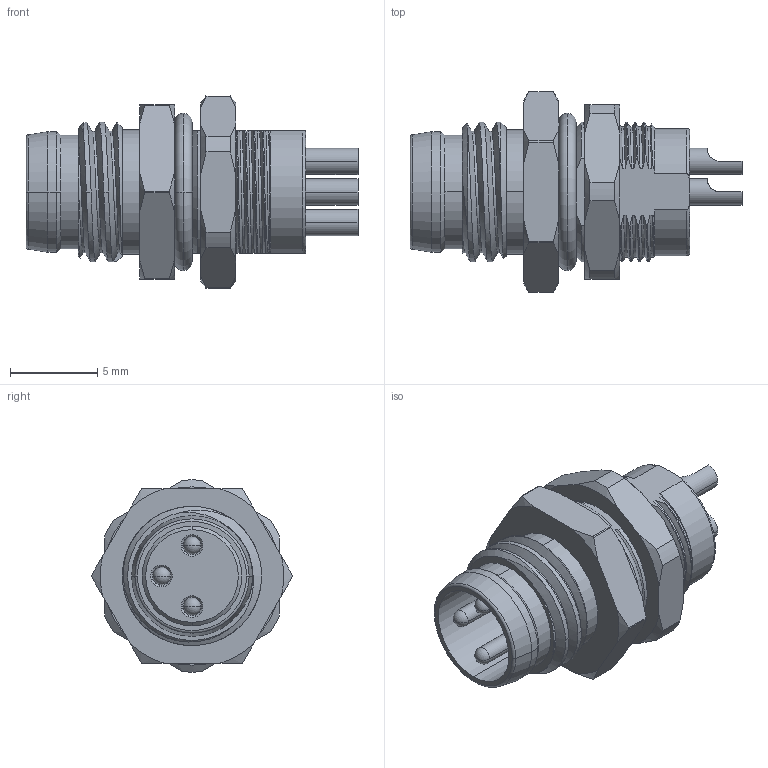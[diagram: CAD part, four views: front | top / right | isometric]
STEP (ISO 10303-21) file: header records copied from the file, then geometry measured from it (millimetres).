
FILE_DESCRIPTION((''),'2;1');
FILE_NAME('SHELL15_W33','2025-09-21T',('gongcheng16'),(''),'PRO/ENGINEER BY PARAMETRIC TECHNOLOGY CORPORATION, 2010280','PRO/ENGINEER BY PARAMETRIC TECHNOLOGY CORPORATION, 2010280','');
FILE_SCHEMA(('CONFIG_CONTROL_DESIGN'));
Length unit declared in the file: millimetre
Products named in the file (1): SHELL15_W33
Bounding box: 19 x 11.5 x 10.99 mm (x, y, z)
Volume: 320.3 mm3; surface area: 1893.6 mm2
Topology: 1 solids, 8 shells, 359 faces, 890 edges, 559 vertices
Faces by surface type: cylinder 134, cone 77, plane 67, bspline 63, torus 12, sphere 6
Entity records: 21183 total; most frequent: CARTESIAN_POINT 13107, ORIENTED_EDGE 1756, DIRECTION 1520, EDGE_CURVE 878, AXIS2_PLACEMENT_3D 601, VERTEX_POINT 559, EDGE_LOOP 395, FACE_OUTER_BOUND 359
